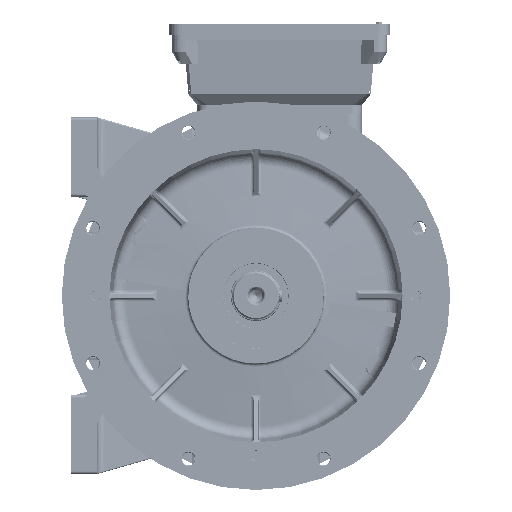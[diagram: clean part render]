
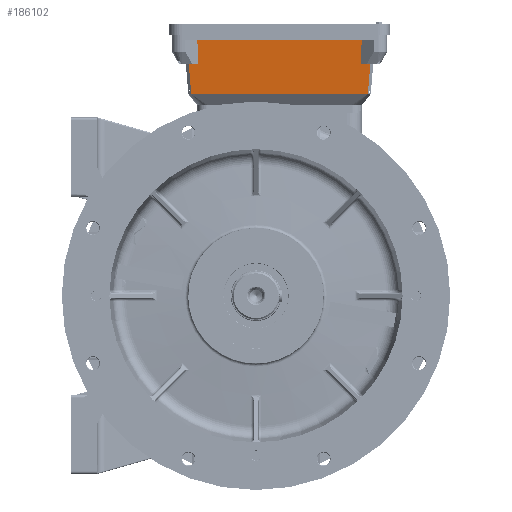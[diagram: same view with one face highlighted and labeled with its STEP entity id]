
A CAD part, left-side view. The second image highlights one B-rep face of the part: STEP entity #186102.
In plain terms, the highlighted face is planar.
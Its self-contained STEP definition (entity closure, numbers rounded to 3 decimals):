
#1006 = DIRECTION ( 'NONE',  ( 0., -0.082, 0.997 ) ) ;
#7175 = VECTOR ( 'NONE', #242889, 1000. ) ;
#16755 = LINE ( 'NONE', #201671, #26827 ) ;
#16910 = LINE ( 'NONE', #105742, #266268 ) ;
#26827 = VECTOR ( 'NONE', #107061, 1000. ) ;
#30828 = ORIENTED_EDGE ( 'NONE', *, *, #66944, .F. ) ;
#45954 = LINE ( 'NONE', #179114, #181276 ) ;
#48597 = VECTOR ( 'NONE', #207017, 1000. ) ;
#53066 = LINE ( 'NONE', #72346, #48597 ) ;
#54519 = VECTOR ( 'NONE', #146366, 1000. ) ;
#66944 = EDGE_CURVE ( 'NONE', #273789, #177808, #214402, .T. ) ;
#72346 = CARTESIAN_POINT ( 'NONE',  ( -10., -15., 30. ) ) ;
#78618 = CARTESIAN_POINT ( 'NONE',  ( 290., -15., 30. ) ) ;
#86227 = VERTEX_POINT ( 'NONE', #238268 ) ;
#91513 = EDGE_CURVE ( 'NONE', #230258, #172585, #45954, .T. ) ;
#91641 = ORIENTED_EDGE ( 'NONE', *, *, #108350, .F. ) ;
#105742 = CARTESIAN_POINT ( 'NONE',  ( 2.12, -20.507, 96.82 ) ) ;
#107061 = DIRECTION ( 'NONE',  ( -1., 0., 0. ) ) ;
#108350 = EDGE_CURVE ( 'NONE', #172585, #86227, #222148, .T. ) ;
#109715 = LINE ( 'NONE', #115593, #207493 ) ;
#112081 = PLANE ( 'NONE',  #207911 ) ;
#112221 = CARTESIAN_POINT ( 'NONE',  ( 0.127, -22.5, 121. ) ) ;
#115274 = ORIENTED_EDGE ( 'NONE', *, *, #196832, .F. ) ;
#115593 = CARTESIAN_POINT ( 'NONE',  ( -17.5, -22.5, 121. ) ) ;
#127104 = CARTESIAN_POINT ( 'NONE',  ( -10., -15., 30. ) ) ;
#139128 = EDGE_CURVE ( 'NONE', #150072, #230258, #109715, .T. ) ;
#146366 = DIRECTION ( 'NONE',  ( 1., 0., 0. ) ) ;
#148366 = CARTESIAN_POINT ( 'NONE',  ( 2.048, -20.58, 97.7 ) ) ;
#148603 = CARTESIAN_POINT ( 'NONE',  ( -15.58, -20.58, 97.7 ) ) ;
#150072 = VERTEX_POINT ( 'NONE', #112221 ) ;
#151190 = CARTESIAN_POINT ( 'NONE',  ( 297.5, -20.58, 97.7 ) ) ;
#154602 = CARTESIAN_POINT ( 'NONE',  ( 290., -15., 30. ) ) ;
#159347 = FACE_OUTER_BOUND ( 'NONE', #266534, .T. ) ;
#168850 = DIRECTION ( 'NONE',  ( 0.082, -0.082, 0.993 ) ) ;
#172585 = VERTEX_POINT ( 'NONE', #181937 ) ;
#177722 = DIRECTION ( 'NONE',  ( 1., 0., 0. ) ) ;
#177808 = VERTEX_POINT ( 'NONE', #148366 ) ;
#179114 = CARTESIAN_POINT ( 'NONE',  ( 279.991, -22.618, 122.433 ) ) ;
#180383 = ORIENTED_EDGE ( 'NONE', *, *, #139128, .F. ) ;
#181276 = VECTOR ( 'NONE', #269311, 1000. ) ;
#181937 = CARTESIAN_POINT ( 'NONE',  ( 277.952, -20.58, 97.7 ) ) ;
#183923 = ORIENTED_EDGE ( 'NONE', *, *, #253076, .T. ) ;
#186102 = ADVANCED_FACE ( 'NONE', ( #159347 ), #112081, .F. ) ;
#191645 = DIRECTION ( 'NONE',  ( -0.082, -0.082, 0.993 ) ) ;
#196832 = EDGE_CURVE ( 'NONE', #275335, #273789, #53066, .T. ) ;
#201671 = CARTESIAN_POINT ( 'NONE',  ( 290., -15., 30. ) ) ;
#207017 = DIRECTION ( 'NONE',  ( -0.082, -0.082, 0.993 ) ) ;
#207493 = VECTOR ( 'NONE', #177722, 1000. ) ;
#207911 = AXIS2_PLACEMENT_3D ( 'NONE', #289537, #245201, #1006 ) ;
#210945 = VERTEX_POINT ( 'NONE', #154602 ) ;
#214402 = LINE ( 'NONE', #235124, #54519 ) ;
#221080 = ORIENTED_EDGE ( 'NONE', *, *, #91513, .F. ) ;
#222148 = LINE ( 'NONE', #151190, #7175 ) ;
#225268 = VECTOR ( 'NONE', #168850, 1000. ) ;
#230258 = VERTEX_POINT ( 'NONE', #259843 ) ;
#235124 = CARTESIAN_POINT ( 'NONE',  ( 297.5, -20.58, 97.7 ) ) ;
#238268 = CARTESIAN_POINT ( 'NONE',  ( 295.58, -20.58, 97.7 ) ) ;
#242889 = DIRECTION ( 'NONE',  ( 1., 0., 0. ) ) ;
#243137 = ORIENTED_EDGE ( 'NONE', *, *, #275735, .F. ) ;
#245201 = DIRECTION ( 'NONE',  ( 0., 0.997, 0.082 ) ) ;
#253076 = EDGE_CURVE ( 'NONE', #210945, #86227, #282719, .T. ) ;
#259843 = CARTESIAN_POINT ( 'NONE',  ( 279.873, -22.5, 121. ) ) ;
#266268 = VECTOR ( 'NONE', #191645, 1000. ) ;
#266534 = EDGE_LOOP ( 'NONE', ( #30828, #115274, #243137, #183923, #91641, #221080, #180383, #285298 ) ) ;
#266724 = EDGE_CURVE ( 'NONE', #177808, #150072, #16910, .T. ) ;
#269311 = DIRECTION ( 'NONE',  ( -0.082, 0.082, -0.993 ) ) ;
#273789 = VERTEX_POINT ( 'NONE', #148603 ) ;
#275335 = VERTEX_POINT ( 'NONE', #127104 ) ;
#275735 = EDGE_CURVE ( 'NONE', #210945, #275335, #16755, .T. ) ;
#282719 = LINE ( 'NONE', #78618, #225268 ) ;
#285298 = ORIENTED_EDGE ( 'NONE', *, *, #266724, .F. ) ;
#289537 = CARTESIAN_POINT ( 'NONE',  ( 297.5, -22.5, 121. ) ) ;
